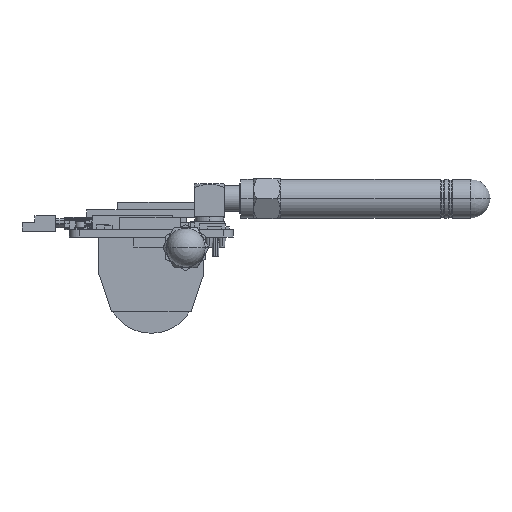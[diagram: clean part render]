
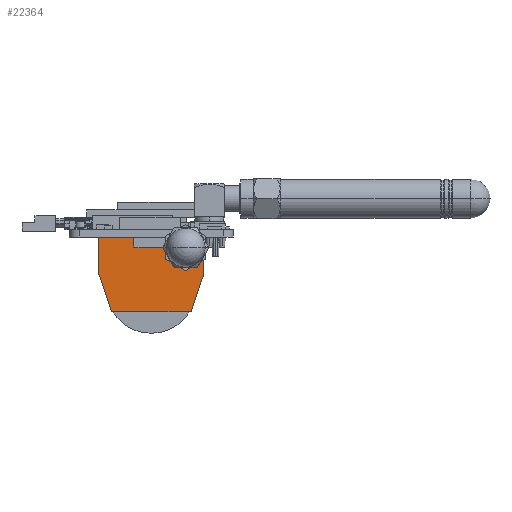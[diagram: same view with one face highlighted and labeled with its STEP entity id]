
A CAD part, front view. The second image highlights one B-rep face of the part: STEP entity #22364.
In plain terms, the highlighted planar face has unit normal (0, -1, 0).
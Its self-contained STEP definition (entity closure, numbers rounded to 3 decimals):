
#3844=DIRECTION('',(-1.,0.,0.));
#3845=VECTOR('',#3844,7.);
#3846=CARTESIAN_POINT('',(-19.947,12.,-1.5));
#3847=LINE('',#3846,#3845);
#3876=DIRECTION('',(-1.,0.,0.));
#3877=VECTOR('',#3876,7.);
#3878=CARTESIAN_POINT('',(-5.947,12.,-1.5));
#3879=LINE('',#3878,#3877);
#4990=DIRECTION('',(1.,0.,0.));
#4991=VECTOR('',#4990,7.);
#4992=CARTESIAN_POINT('',(-19.947,12.,-3.5));
#4993=LINE('',#4992,#4991);
#4994=DIRECTION('',(0.,0.,-1.));
#4995=VECTOR('',#4994,2.);
#4996=CARTESIAN_POINT('',(-12.947,12.,-1.5));
#4997=LINE('',#4996,#4995);
#4998=DIRECTION('',(0.,0.,-1.));
#4999=VECTOR('',#4998,7.5);
#5000=CARTESIAN_POINT('',(-5.947,12.,-1.5));
#5001=LINE('',#5000,#4999);
#5002=DIRECTION('',(0.316,0.,0.949));
#5003=VECTOR('',#5002,7.906);
#5004=CARTESIAN_POINT('',(-8.447,12.,-16.5));
#5005=LINE('',#5004,#5003);
#5006=DIRECTION('',(0.316,0.,-0.949));
#5007=VECTOR('',#5006,7.906);
#5008=CARTESIAN_POINT('',(-26.947,12.,-9.));
#5009=LINE('',#5008,#5007);
#5010=DIRECTION('',(0.,0.,-1.));
#5011=VECTOR('',#5010,2.);
#5012=CARTESIAN_POINT('',(-19.947,12.,-1.5));
#5013=LINE('',#5012,#5011);
#5082=DIRECTION('',(0.,0.,-1.));
#5083=VECTOR('',#5082,7.5);
#5084=CARTESIAN_POINT('',(-26.947,12.,-1.5));
#5085=LINE('',#5084,#5083);
#5431=DIRECTION('',(-1.,0.,0.));
#5432=VECTOR('',#5431,16.);
#5433=CARTESIAN_POINT('',(-8.447,12.,-16.5));
#5434=LINE('',#5433,#5432);
#16867=CARTESIAN_POINT('',(-5.947,12.,-1.5));
#16869=VERTEX_POINT('',#16867);
#16870=CARTESIAN_POINT('',(-26.947,12.,-1.5));
#16872=VERTEX_POINT('',#16870);
#16882=CARTESIAN_POINT('',(-26.947,12.,-9.));
#16883=CARTESIAN_POINT('',(-24.447,12.,-16.5));
#16884=VERTEX_POINT('',#16882);
#16885=VERTEX_POINT('',#16883);
#16886=CARTESIAN_POINT('',(-8.447,12.,-16.5));
#16887=CARTESIAN_POINT('',(-5.947,12.,-9.));
#16888=VERTEX_POINT('',#16886);
#16889=VERTEX_POINT('',#16887);
#17114=CARTESIAN_POINT('',(-12.947,12.,-1.5));
#17116=VERTEX_POINT('',#17114);
#17120=CARTESIAN_POINT('',(-19.947,12.,-1.5));
#17121=VERTEX_POINT('',#17120);
#17130=CARTESIAN_POINT('',(-19.947,12.,-3.5));
#17131=CARTESIAN_POINT('',(-12.947,12.,-3.5));
#17132=VERTEX_POINT('',#17130);
#17133=VERTEX_POINT('',#17131);
#22340=CARTESIAN_POINT('',(-5.947,12.,-1.5));
#22341=DIRECTION('',(0.,-1.,0.));
#22342=DIRECTION('',(-1.,0.,0.));
#22343=AXIS2_PLACEMENT_3D('',#22340,#22341,#22342);
#22344=PLANE('',#22343);
#22346=ORIENTED_EDGE('',*,*,#22345,.T.);
#22347=ORIENTED_EDGE('',*,*,#22331,.F.);
#22348=ORIENTED_EDGE('',*,*,#19515,.F.);
#22350=ORIENTED_EDGE('',*,*,#22349,.T.);
#22352=ORIENTED_EDGE('',*,*,#22351,.F.);
#22354=ORIENTED_EDGE('',*,*,#22353,.T.);
#22356=ORIENTED_EDGE('',*,*,#22355,.F.);
#22358=ORIENTED_EDGE('',*,*,#22357,.F.);
#22359=ORIENTED_EDGE('',*,*,#19499,.F.);
#22361=ORIENTED_EDGE('',*,*,#22360,.T.);
#22362=EDGE_LOOP('',(#22346,#22347,#22348,#22350,#22352,#22354,#22356,#22358,
#22359,#22361));
#22363=FACE_OUTER_BOUND('',#22362,.F.);
#19499=EDGE_CURVE('',#17121,#16872,#3847,.T.);
#19515=EDGE_CURVE('',#16869,#17116,#3879,.T.);
#22331=EDGE_CURVE('',#17116,#17133,#4997,.T.);
#22345=EDGE_CURVE('',#17132,#17133,#4993,.T.);
#22349=EDGE_CURVE('',#16869,#16889,#5001,.T.);
#22351=EDGE_CURVE('',#16888,#16889,#5005,.T.);
#22353=EDGE_CURVE('',#16888,#16885,#5434,.T.);
#22355=EDGE_CURVE('',#16884,#16885,#5009,.T.);
#22357=EDGE_CURVE('',#16872,#16884,#5085,.T.);
#22360=EDGE_CURVE('',#17121,#17132,#5013,.T.);
#22364=ADVANCED_FACE('',(#22363),#22344,.T.);
